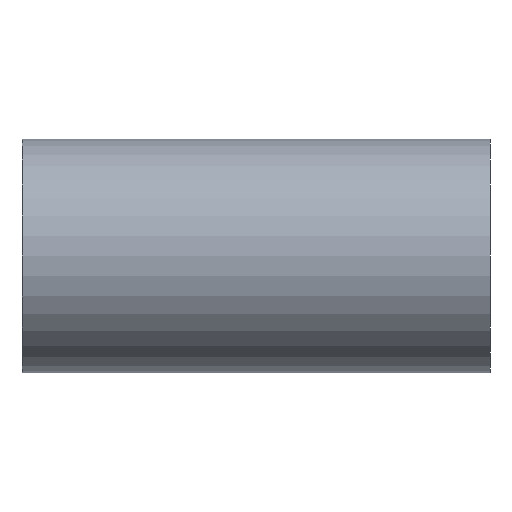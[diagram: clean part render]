
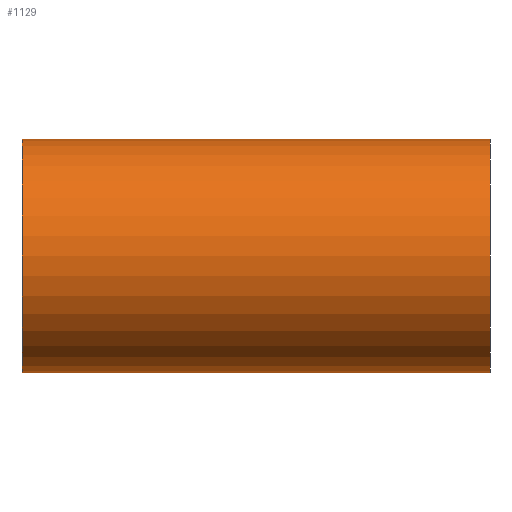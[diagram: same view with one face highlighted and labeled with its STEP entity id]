
A CAD part, left-side view. The second image highlights one B-rep face of the part: STEP entity #1129.
In plain terms, the highlighted cylindrical face has radius 6.346 mm (diameter 12.692 mm), a partial arc.
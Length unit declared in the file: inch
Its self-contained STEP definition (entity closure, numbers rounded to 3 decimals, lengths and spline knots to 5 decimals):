
#25 = CARTESIAN_POINT ( 'NONE',  ( 0., 1., 0.24985 ) ) ;
#222 = VECTOR ( 'NONE', #1638, 39.37008 ) ;
#236 = CARTESIAN_POINT ( 'NONE',  ( 0., 1., -0.24985 ) ) ;
#277 = LINE ( 'NONE', #1637, #222 ) ;
#397 = ORIENTED_EDGE ( 'NONE', *, *, #758, .T. ) ;
#582 = VECTOR ( 'NONE', #1903, 39.37008 ) ;
#605 = LINE ( 'NONE', #1907, #582 ) ;
#609 = CARTESIAN_POINT ( 'NONE',  ( 0., 0., 0.24985 ) ) ;
#650 = VERTEX_POINT ( 'NONE', #25 ) ;
#719 = AXIS2_PLACEMENT_3D ( 'NONE', #1302, #1300, #1295 ) ;
#752 = CARTESIAN_POINT ( 'NONE',  ( 0., 0., -0.24985 ) ) ;
#758 = EDGE_CURVE ( 'NONE', #1865, #1568, #605, .T. ) ;
#825 = AXIS2_PLACEMENT_3D ( 'NONE', #1288, #1283, #1282 ) ;
#979 = EDGE_CURVE ( 'NONE', #650, #1682, #277, .T. ) ;
#1129 = ADVANCED_FACE ( 'NONE', ( #1982 ), #1914, .T. ) ;
#1187 = EDGE_CURVE ( 'NONE', #1865, #650, #1866, .T. ) ;
#1191 = EDGE_CURVE ( 'NONE', #1568, #1682, #1784, .T. ) ;
#1248 = ORIENTED_EDGE ( 'NONE', *, *, #1187, .F. ) ;
#1282 = DIRECTION ( 'NONE',  ( 0., 0., 1. ) ) ;
#1283 = DIRECTION ( 'NONE',  ( 0., 1., 0. ) ) ;
#1288 = CARTESIAN_POINT ( 'NONE',  ( 0., 0., 0. ) ) ;
#1295 = DIRECTION ( 'NONE',  ( 0., 0., 1. ) ) ;
#1300 = DIRECTION ( 'NONE',  ( 0., 1., 0. ) ) ;
#1302 = CARTESIAN_POINT ( 'NONE',  ( 0., 1., 0. ) ) ;
#1441 = DIRECTION ( 'NONE',  ( 0., 0., -1. ) ) ;
#1443 = CARTESIAN_POINT ( 'NONE',  ( 0., 1., 0. ) ) ;
#1451 = DIRECTION ( 'NONE',  ( 0., -1., 0. ) ) ;
#1538 = ORIENTED_EDGE ( 'NONE', *, *, #979, .F. ) ;
#1568 = VERTEX_POINT ( 'NONE', #752 ) ;
#1637 = CARTESIAN_POINT ( 'NONE',  ( 0., 1., 0.24985 ) ) ;
#1638 = DIRECTION ( 'NONE',  ( 0., -1., 0. ) ) ;
#1682 = VERTEX_POINT ( 'NONE', #609 ) ;
#1767 = AXIS2_PLACEMENT_3D ( 'NONE', #1443, #1451, #1441 ) ;
#1784 = CIRCLE ( 'NONE', #825, 0.24985 ) ;
#1799 = ORIENTED_EDGE ( 'NONE', *, *, #1191, .T. ) ;
#1804 = EDGE_LOOP ( 'NONE', ( #1538, #1248, #397, #1799 ) ) ;
#1865 = VERTEX_POINT ( 'NONE', #236 ) ;
#1866 = CIRCLE ( 'NONE', #719, 0.24985 ) ;
#1903 = DIRECTION ( 'NONE',  ( 0., -1., 0. ) ) ;
#1907 = CARTESIAN_POINT ( 'NONE',  ( 0., 1., -0.24985 ) ) ;
#1914 = CYLINDRICAL_SURFACE ( 'NONE', #1767, 0.24985 ) ;
#1982 = FACE_OUTER_BOUND ( 'NONE', #1804, .T. ) ;
